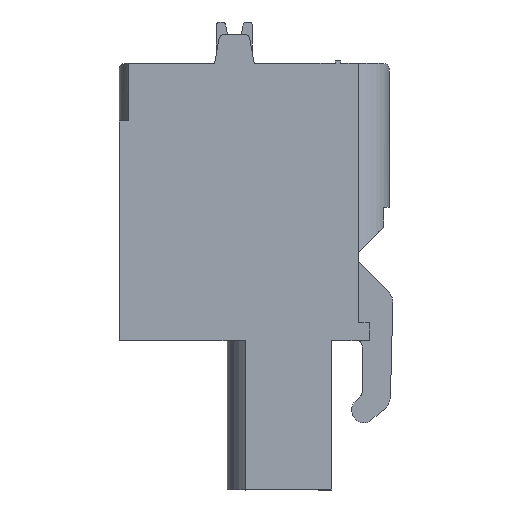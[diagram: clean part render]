
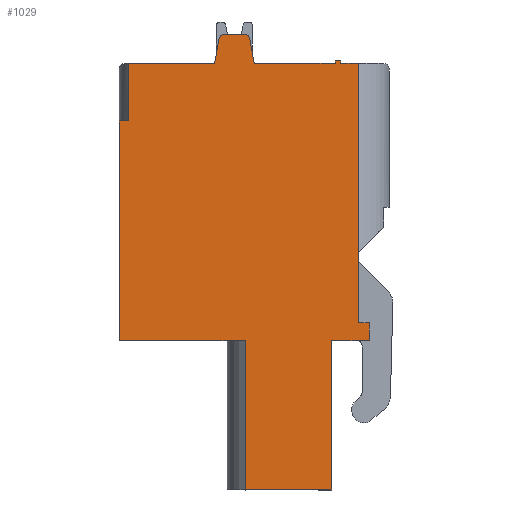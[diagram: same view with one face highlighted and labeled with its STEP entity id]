
A CAD part, left-side view. The second image highlights one B-rep face of the part: STEP entity #1029.
In plain terms, the highlighted planar face has unit normal (-1, 0, 0).
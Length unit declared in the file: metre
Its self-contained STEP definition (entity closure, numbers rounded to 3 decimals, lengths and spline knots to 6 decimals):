
#1029=ADVANCED_FACE('',(#2118),#2119,.F.);
#2118=FACE_OUTER_BOUND('',#3218,.T.);
#2119=PLANE('',#3219);
#3218=EDGE_LOOP('',(#6415,#6416,#6417,#6418,#6419,#6420,#6421,#6422,#6423,#6424,#6425,#6426,#6427,#6428,#6429,#6430,#6431,#6432,#6433,#6434,#6435,#6436));
#3219=AXIS2_PLACEMENT_3D('',#6437,#6438,#6439);
#6415=ORIENTED_EDGE('',*,*,#7104,.T.);
#6416=ORIENTED_EDGE('',*,*,#7847,.T.);
#6417=ORIENTED_EDGE('',*,*,#7760,.T.);
#6418=ORIENTED_EDGE('',*,*,#7746,.F.);
#6419=ORIENTED_EDGE('',*,*,#7659,.F.);
#6420=ORIENTED_EDGE('',*,*,#7280,.T.);
#6421=ORIENTED_EDGE('',*,*,#6845,.T.);
#6422=ORIENTED_EDGE('',*,*,#7290,.T.);
#6423=ORIENTED_EDGE('',*,*,#7697,.T.);
#6424=ORIENTED_EDGE('',*,*,#7094,.T.);
#6425=ORIENTED_EDGE('',*,*,#7664,.F.);
#6426=ORIENTED_EDGE('',*,*,#7464,.F.);
#6427=ORIENTED_EDGE('',*,*,#6606,.F.);
#6428=ORIENTED_EDGE('',*,*,#6858,.T.);
#6429=ORIENTED_EDGE('',*,*,#7500,.T.);
#6430=ORIENTED_EDGE('',*,*,#7269,.T.);
#6431=ORIENTED_EDGE('',*,*,#7596,.T.);
#6432=ORIENTED_EDGE('',*,*,#7688,.T.);
#6433=ORIENTED_EDGE('',*,*,#7822,.T.);
#6434=ORIENTED_EDGE('',*,*,#7791,.T.);
#6435=ORIENTED_EDGE('',*,*,#7800,.F.);
#6436=ORIENTED_EDGE('',*,*,#6961,.T.);
#6437=CARTESIAN_POINT('',(0.,0.0112,-0.0215));
#6438=DIRECTION('',(1.0,0.,0.));
#6439=DIRECTION('',(0.,1.0,0.));
#6606=EDGE_CURVE('',#7919,#7921,#7922,.T.);
#6845=EDGE_CURVE('',#8349,#8350,#8351,.T.);
#6858=EDGE_CURVE('',#7919,#8369,#8371,.T.);
#6961=EDGE_CURVE('',#8545,#8543,#8546,.T.);
#7094=EDGE_CURVE('',#8767,#8768,#8769,.T.);
#7104=EDGE_CURVE('',#8543,#8783,#8785,.T.);
#7269=EDGE_CURVE('',#9045,#9043,#9046,.T.);
#7280=EDGE_CURVE('',#9060,#8349,#9061,.T.);
#7290=EDGE_CURVE('',#8350,#9073,#9074,.T.);
#7464=EDGE_CURVE('',#7921,#9322,#9323,.T.);
#7500=EDGE_CURVE('',#8369,#9045,#9373,.T.);
#7596=EDGE_CURVE('',#9043,#9489,#9491,.T.);
#7659=EDGE_CURVE('',#9060,#9573,#9574,.T.);
#7664=EDGE_CURVE('',#9322,#8768,#9581,.T.);
#7688=EDGE_CURVE('',#9489,#9611,#9613,.T.);
#7697=EDGE_CURVE('',#9073,#8767,#9624,.T.);
#7746=EDGE_CURVE('',#9573,#9683,#9684,.T.);
#7760=EDGE_CURVE('',#9703,#9683,#9704,.T.);
#7791=EDGE_CURVE('',#9736,#9738,#9740,.T.);
#7800=EDGE_CURVE('',#8545,#9738,#9750,.T.);
#7822=EDGE_CURVE('',#9611,#9736,#9774,.T.);
#7847=EDGE_CURVE('',#8783,#9703,#9801,.T.);
#7919=VERTEX_POINT('',#9873);
#7921=VERTEX_POINT('',#9876);
#7922=LINE('',#9877,#9878);
#8349=VERTEX_POINT('',#10468);
#8350=VERTEX_POINT('',#10469);
#8351=CIRCLE('',#10470,0.0003);
#8369=VERTEX_POINT('',#10495);
#8371=LINE('',#10498,#10499);
#8543=VERTEX_POINT('',#10760);
#8545=VERTEX_POINT('',#10763);
#8546=LINE('',#10764,#10765);
#8767=VERTEX_POINT('',#11072);
#8768=VERTEX_POINT('',#11073);
#8769=LINE('',#11074,#11075);
#8783=VERTEX_POINT('',#11095);
#8785=LINE('',#11098,#11099);
#9043=VERTEX_POINT('',#11468);
#9045=VERTEX_POINT('',#11471);
#9046=LINE('',#11472,#11473);
#9060=VERTEX_POINT('',#11494);
#9061=LINE('',#11495,#11496);
#9073=VERTEX_POINT('',#11512);
#9074=LINE('',#11513,#11514);
#9322=VERTEX_POINT('',#11869);
#9323=LINE('',#11870,#11871);
#9373=LINE('',#11945,#11946);
#9489=VERTEX_POINT('',#12107);
#9491=LINE('',#12110,#12111);
#9573=VERTEX_POINT('',#12241);
#9574=LINE('',#12242,#12243);
#9581=LINE('',#12253,#12254);
#9611=VERTEX_POINT('',#12299);
#9613=LINE('',#12302,#12303);
#9624=CIRCLE('',#12317,0.0003);
#9683=VERTEX_POINT('',#12404);
#9684=LINE('',#12405,#12406);
#9703=VERTEX_POINT('',#12433);
#9704=LINE('',#12434,#12435);
#9736=VERTEX_POINT('',#12480);
#9738=VERTEX_POINT('',#12483);
#9740=LINE('',#12486,#12487);
#9750=LINE('',#12499,#12500);
#9774=LINE('',#12535,#12536);
#9801=LINE('',#12574,#12575);
#9873=CARTESIAN_POINT('',(0.,0.012,-0.0115));
#9876=CARTESIAN_POINT('',(0.,0.0115,-0.0115));
#9877=CARTESIAN_POINT('',(0.,0.0092,-0.0115));
#9878=VECTOR('',#12656,1.0);
#10468=CARTESIAN_POINT('',(0.,0.004738,-0.006948));
#10469=CARTESIAN_POINT('',(0.,0.005034,-0.0067));
#10470=AXIS2_PLACEMENT_3D('',#12924,#12925,#12926);
#10495=CARTESIAN_POINT('',(0.,0.012,-0.0237));
#10498=CARTESIAN_POINT('',(0.,0.012,-0.0238));
#10499=VECTOR('',#12938,1.0);
#10760=CARTESIAN_POINT('',(0.,-0.0013,-0.0083));
#10763=CARTESIAN_POINT('',(0.,-0.0013,-0.0227));
#10764=CARTESIAN_POINT('',(0.,-0.0013,-0.0238));
#10765=VECTOR('',#13040,1.0);
#11072=CARTESIAN_POINT('',(0.,0.006462,-0.006948));
#11073=CARTESIAN_POINT('',(0.,0.0067,-0.0083));
#11074=CARTESIAN_POINT('',(0.,0.0067,-0.0083));
#11075=VECTOR('',#13190,1.0);
#11095=CARTESIAN_POINT('',(0.,-0.0003,-0.0083));
#11098=CARTESIAN_POINT('',(0.,0.0117,-0.0083));
#11099=VECTOR('',#13198,1.0);
#11468=CARTESIAN_POINT('',(0.,0.005,-0.032));
#11471=CARTESIAN_POINT('',(0.,0.005,-0.0237));
#11472=CARTESIAN_POINT('',(0.,0.005,-0.032));
#11473=VECTOR('',#13365,1.0);
#11494=CARTESIAN_POINT('',(0.,0.0045,-0.0083));
#11495=CARTESIAN_POINT('',(0.,0.004782,-0.0067));
#11496=VECTOR('',#13373,1.0);
#11512=CARTESIAN_POINT('',(0.,0.006166,-0.0067));
#11513=CARTESIAN_POINT('',(0.,0.004822,-0.0067));
#11514=VECTOR('',#13387,1.0);
#11869=CARTESIAN_POINT('',(0.,0.0115,-0.0083));
#11870=CARTESIAN_POINT('',(0.,0.0115,-0.0115));
#11871=VECTOR('',#13592,1.0);
#11945=CARTESIAN_POINT('',(0.,0.005,-0.0237));
#11946=VECTOR('',#13623,1.0);
#12107=CARTESIAN_POINT('',(0.,0.0002,-0.032));
#12110=CARTESIAN_POINT('',(0.,0.0002,-0.032));
#12111=VECTOR('',#13721,1.0);
#12241=CARTESIAN_POINT('',(0.,0.,-0.0083));
#12242=CARTESIAN_POINT('',(0.,0.0115,-0.0083));
#12243=VECTOR('',#13775,1.0);
#12253=CARTESIAN_POINT('',(0.,0.0115,-0.0083));
#12254=VECTOR('',#13782,1.0);
#12299=CARTESIAN_POINT('',(0.,0.0002,-0.0237));
#12302=CARTESIAN_POINT('',(0.,0.0002,-0.0237));
#12303=VECTOR('',#13808,1.0);
#12317=AXIS2_PLACEMENT_3D('',#13815,#13816,#13817);
#12404=CARTESIAN_POINT('',(0.,0.,-0.00815));
#12405=CARTESIAN_POINT('',(0.,0.,-0.0083));
#12406=VECTOR('',#13864,1.0);
#12433=CARTESIAN_POINT('',(0.,-0.0003,-0.00815));
#12434=CARTESIAN_POINT('',(0.,0.,-0.00815));
#12435=VECTOR('',#13876,1.0);
#12480=CARTESIAN_POINT('',(0.,-0.0019,-0.0237));
#12483=CARTESIAN_POINT('',(0.,-0.0019,-0.0227));
#12486=CARTESIAN_POINT('',(0.,-0.0019,-0.0238));
#12487=VECTOR('',#13904,1.0);
#12499=CARTESIAN_POINT('',(0.,-0.0003,-0.0227));
#12500=VECTOR('',#13910,1.0);
#12535=CARTESIAN_POINT('',(0.,-0.0007,-0.0237));
#12536=VECTOR('',#13922,1.0);
#12574=CARTESIAN_POINT('',(0.,-0.0003,-0.0215));
#12575=VECTOR('',#13934,1.0);
#12656=DIRECTION('',(0.,-1.0,0.));
#12924=CARTESIAN_POINT('',(0.,0.005034,-0.007));
#12925=DIRECTION('',(-1.0,0.0,0.));
#12926=DIRECTION('',(0.,0.0,-1.0));
#12938=DIRECTION('',(0.,0.,-1.0));
#13040=DIRECTION('',(0.,0.,1.0));
#13190=DIRECTION('',(0.,0.174,-0.985));
#13198=DIRECTION('',(0.,1.0,0.));
#13365=DIRECTION('',(0.0,0.,-1.0));
#13373=DIRECTION('',(0.,0.174,0.985));
#13387=DIRECTION('',(0.0,1.0,0.0));
#13592=DIRECTION('',(0.,0.0,1.0));
#13623=DIRECTION('',(0.0,-1.0,0.0));
#13721=DIRECTION('',(0.0,-1.0,0.));
#13775=DIRECTION('',(0.0,-1.0,0.0));
#13782=DIRECTION('',(0.0,-1.0,0.0));
#13808=DIRECTION('',(0.0,0.0,1.0));
#13815=CARTESIAN_POINT('',(0.,0.006166,-0.007));
#13816=DIRECTION('',(-1.0,0.0,0.));
#13817=DIRECTION('',(0.,0.0,-1.0));
#13864=DIRECTION('',(0.,0.0,1.0));
#13876=DIRECTION('',(0.0,1.0,0.0));
#13904=DIRECTION('',(0.,0.,1.0));
#13910=DIRECTION('',(0.,-1.0,0.));
#13922=DIRECTION('',(0.0,-1.0,0.0));
#13934=DIRECTION('',(0.,0.0,1.0));
